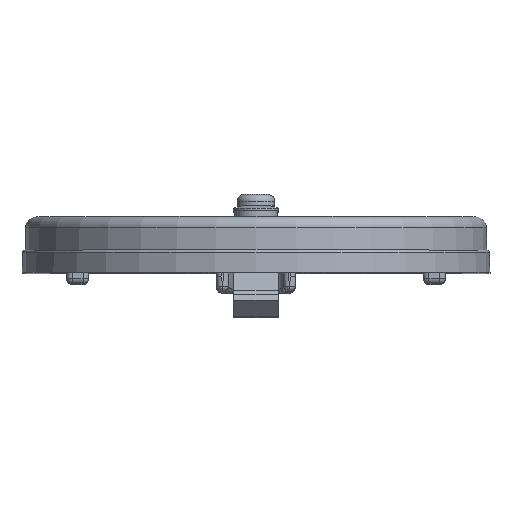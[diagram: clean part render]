
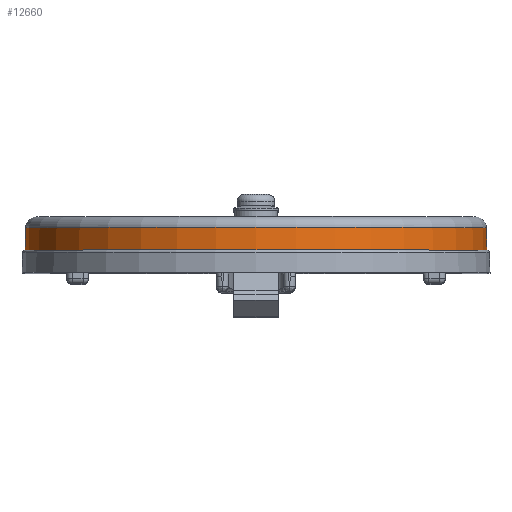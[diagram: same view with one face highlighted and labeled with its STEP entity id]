
A CAD part, top view. The second image highlights one B-rep face of the part: STEP entity #12660.
In plain terms, the highlighted conical face has half-angle 1.5 degrees and reference radius 65.88 mm.
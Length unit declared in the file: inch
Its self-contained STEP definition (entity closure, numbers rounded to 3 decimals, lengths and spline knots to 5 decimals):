
#120=CONICAL_SURFACE('',#13538,2.5937,0.026);
#515=CIRCLE('',#13528,2.59043);
#519=CIRCLE('',#13539,2.58379);
#1605=FACE_OUTER_BOUND('',#2410,.T.);
#2410=EDGE_LOOP('',(#10568,#10569,#10570,#10571));
#3703=LINE('',#22515,#4893);
#3705=LINE('',#22519,#4895);
#4893=VECTOR('',#16017,0.25336);
#4895=VECTOR('',#16021,0.25336);
#6019=VERTEX_POINT('',#22484);
#6021=VERTEX_POINT('',#22488);
#6028=VERTEX_POINT('',#22514);
#6029=VERTEX_POINT('',#22518);
#7572=EDGE_CURVE('',#6021,#6019,#515,.F.);
#7584=EDGE_CURVE('',#6028,#6019,#3703,.T.);
#7586=EDGE_CURVE('',#6029,#6021,#3705,.T.);
#7587=EDGE_CURVE('',#6029,#6028,#519,.T.);
#10568=ORIENTED_EDGE('',*,*,#7586,.F.);
#10569=ORIENTED_EDGE('',*,*,#7587,.T.);
#10570=ORIENTED_EDGE('',*,*,#7584,.T.);
#10571=ORIENTED_EDGE('',*,*,#7572,.F.);
#12660=ADVANCED_FACE('',(#1605),#120,.T.);
#13528=AXIS2_PLACEMENT_3D('',#22490,#15989,#15990);
#13538=AXIS2_PLACEMENT_3D('',#22517,#16019,#16020);
#13539=AXIS2_PLACEMENT_3D('',#22520,#16022,#16023);
#15989=DIRECTION('center_axis',(0.,0.,1.));
#15990=DIRECTION('ref_axis',(1.,0.,0.));
#16017=DIRECTION('',(0.,0.026,-1.));
#16019=DIRECTION('center_axis',(0.,0.,-1.));
#16020=DIRECTION('ref_axis',(-1.,0.,0.));
#16021=DIRECTION('',(0.,-0.026,-1.));
#16022=DIRECTION('center_axis',(0.,0.,-1.));
#16023=DIRECTION('ref_axis',(-1.,0.,0.));
#22484=CARTESIAN_POINT('',(0.,2.59043,0.25));
#22488=CARTESIAN_POINT('',(0.,-2.59043,0.25));
#22490=CARTESIAN_POINT('Origin',(0.,0.,0.25));
#22514=CARTESIAN_POINT('',(0.,2.58379,0.50327));
#22515=CARTESIAN_POINT('',(0.,2.58379,0.50327));
#22517=CARTESIAN_POINT('Origin',(0.,0.,0.125));
#22518=CARTESIAN_POINT('',(0.,-2.58379,0.50327));
#22519=CARTESIAN_POINT('',(0.,-2.58379,0.50327));
#22520=CARTESIAN_POINT('Origin',(0.,0.,0.50327));
